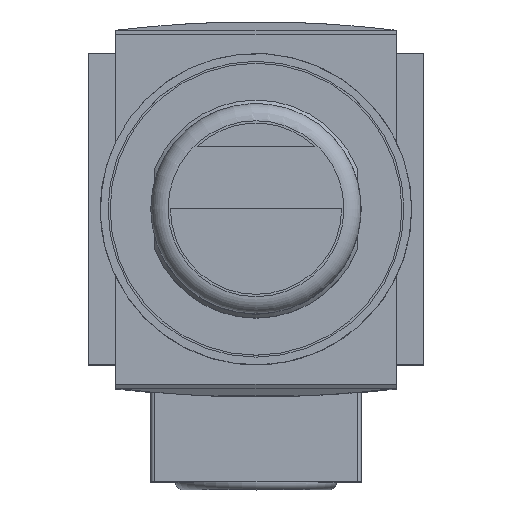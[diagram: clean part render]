
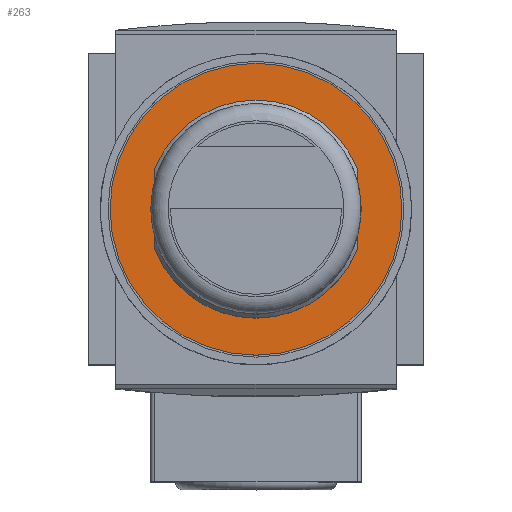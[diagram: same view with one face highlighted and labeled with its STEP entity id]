
A CAD part, top view. The second image highlights one B-rep face of the part: STEP entity #263.
In plain terms, the highlighted planar face has unit normal (0, 0, 1).
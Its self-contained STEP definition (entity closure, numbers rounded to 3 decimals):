
#90=CARTESIAN_POINT('',(-13.,5.196,32.0));
#91=VERTEX_POINT('',#90);
#98=CARTESIAN_POINT('',(-13.,-5.196,32.0));
#99=VERTEX_POINT('',#98);
#100=CARTESIAN_POINT('',(-13.,-5.196,32.0));
#101=DIRECTION('',(0.0,1.0,0.0));
#102=VECTOR('',#101,10.392);
#103=LINE('',#100,#102);
#104=EDGE_CURVE('',#99,#91,#103,.T.);
#137=CARTESIAN_POINT('',(13.,-5.196,32.));
#138=VERTEX_POINT('',#137);
#145=CARTESIAN_POINT('',(13.,5.196,32.));
#146=VERTEX_POINT('',#145);
#147=CARTESIAN_POINT('',(13.,5.196,32.));
#148=DIRECTION('',(0.0,-1.0,0.0));
#149=VECTOR('',#148,10.392);
#150=LINE('',#147,#149);
#151=EDGE_CURVE('',#146,#138,#150,.T.);
#176=CARTESIAN_POINT('',(0.,0.,32.));
#177=DIRECTION('',(0.0,0.0,1.0));
#178=DIRECTION('',(0.0,1.0,0.0));
#179=AXIS2_PLACEMENT_3D('',#176,#177,#178);
#180=CIRCLE('',#179,14.);
#181=EDGE_CURVE('',#146,#91,#180,.T.);
#220=CARTESIAN_POINT('',(0.,18.75,32.));
#221=VERTEX_POINT('',#220);
#222=CARTESIAN_POINT('',(0.,0.,32.));
#223=DIRECTION('',(0.0,0.0,1.0));
#224=DIRECTION('',(0.0,1.0,0.0));
#225=AXIS2_PLACEMENT_3D('',#222,#223,#224);
#226=CIRCLE('',#225,18.75);
#227=EDGE_CURVE('',#221,#221,#226,.T.);
#243=CARTESIAN_POINT('',(0.,16.375,32.));
#244=DIRECTION('',(0.0,0.0,1.0));
#245=DIRECTION('',(-1.0,0.0,0.0));
#246=AXIS2_PLACEMENT_3D('',#243,#244,#245);
#247=PLANE('',#246);
#248=ORIENTED_EDGE('',*,*,#227,.T.);
#249=EDGE_LOOP('',(#248));
#250=FACE_OUTER_BOUND('',#249,.T.);
#251=ORIENTED_EDGE('',*,*,#181,.F.);
#252=ORIENTED_EDGE('',*,*,#151,.T.);
#253=CARTESIAN_POINT('',(0.,0.,32.));
#254=DIRECTION('',(0.0,0.0,1.0));
#255=DIRECTION('',(0.0,1.0,0.0));
#256=AXIS2_PLACEMENT_3D('',#253,#254,#255);
#257=CIRCLE('',#256,14.);
#258=EDGE_CURVE('',#99,#138,#257,.T.);
#259=ORIENTED_EDGE('',*,*,#258,.F.);
#260=ORIENTED_EDGE('',*,*,#104,.T.);
#261=EDGE_LOOP('',(#251,#252,#259,#260));
#262=FACE_BOUND('',#261,.T.);
#263=ADVANCED_FACE('',(#250,#262),#247,.T.);
